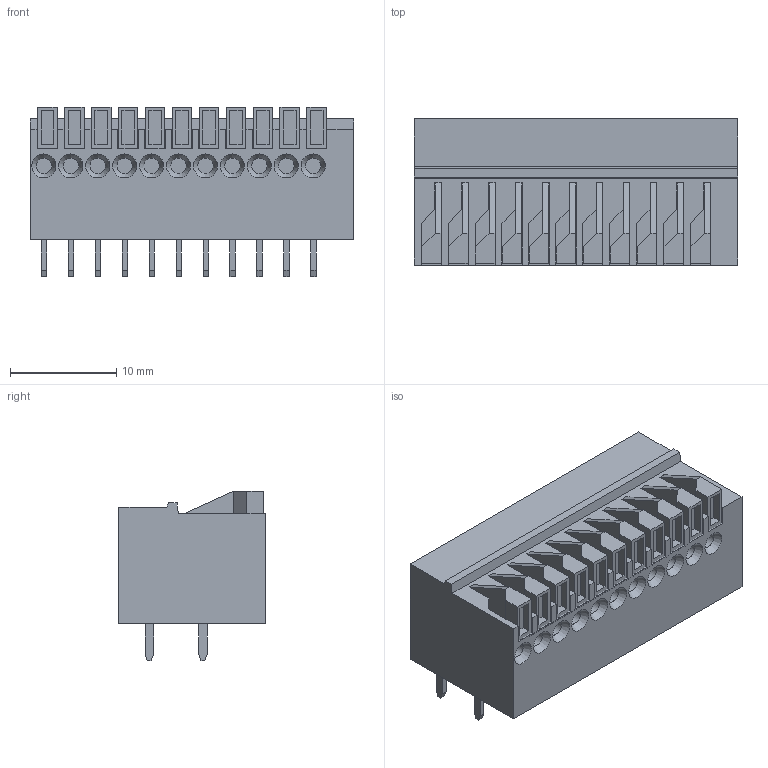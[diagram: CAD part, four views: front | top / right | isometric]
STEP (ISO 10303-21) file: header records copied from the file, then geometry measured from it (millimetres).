
FILE_DESCRIPTION(('FreeCAD Model'),'2;1');
FILE_NAME('Open CASCADE Shape Model','2021-11-02T13:57:03',('Author'),( ''),'Open CASCADE STEP processor 7.5','FreeCAD','Unknown');
FILE_SCHEMA(('AUTOMOTIVE_DESIGN { 1 0 10303 214 1 1 1 1 }'));
Length unit declared in the file: millimetre
Products named in the file (4): KF141R_2_54; Body; Levers; Legs
Assembly tree (3 placements, depth 2):
  KF141R_2_54
    Body
    Levers
    Legs
Bounding box: 30.48 x 13.8 x 16 mm (x, y, z)
Volume: 4472.2 mm3; surface area: 4189.8 mm2
Topology: 3 solids, 3 shells, 440 faces, 1148 edges, 747 vertices
Faces by surface type: plane 418, cone 11, cylinder 11
Full cylindrical faces by diameter (mm): 1.467 x11
Entity records: 28183 total; most frequent: CARTESIAN_POINT 4635, DIRECTION 4365, LINE 3389, VECTOR 3389, ORIENTED_EDGE 2296, PCURVE 2296, DEFINITIONAL_REPRESENTATION 2296, EDGE_CURVE 1148
